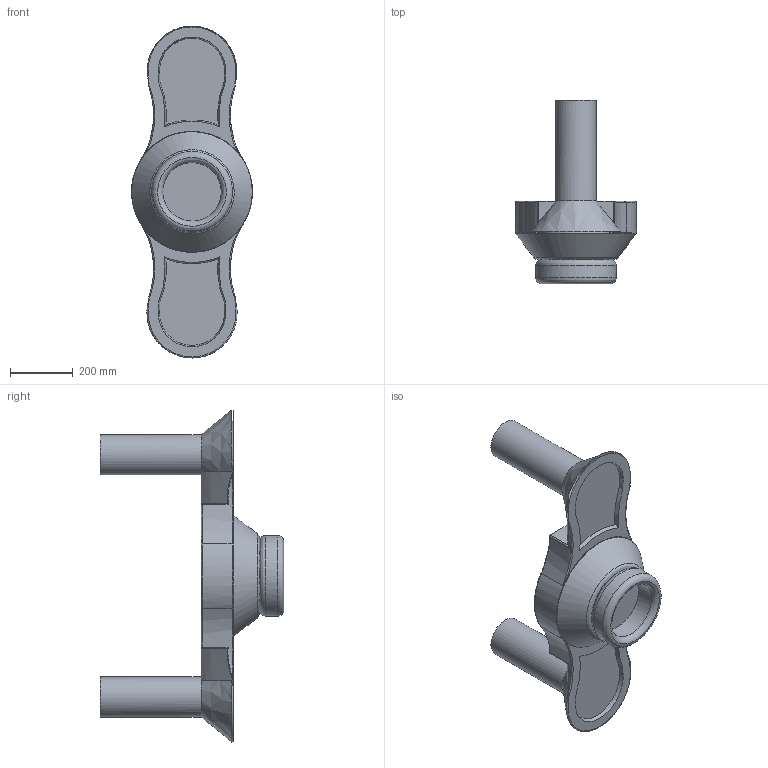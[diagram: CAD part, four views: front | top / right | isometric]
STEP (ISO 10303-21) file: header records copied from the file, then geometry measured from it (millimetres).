
FILE_DESCRIPTION(('FreeCAD Model'),'2;1');
FILE_NAME('Open CASCADE Shape Model','2025-05-03T09:13:23',('FreeCAD'),( 'FreeCAD'),'Open CASCADE STEP processor 7.6','FreeCAD','Unknown');
FILE_SCHEMA(('AUTOMOTIVE_DESIGN { 1 0 10303 214 1 1 1 1 }'));
Length unit declared in the file: millimetre
Products named in the file (1): Open CASCADE STEP translator 7.6 1
Bounding box: 385.99 x 585.53 x 1058.57 mm (x, y, z)
Volume: 21709771.6 mm3; surface area: 1372159.4 mm2
Topology: 3 solids, 4 shells, 69 faces, 185 edges, 119 vertices
Faces by surface type: bspline 69
Entity records: 2765 total; most frequent: CARTESIAN_POINT 1752, ORIENTED_EDGE 358, EDGE_CURVE 179, VERTEX_POINT 119, B_SPLINE_CURVE_WITH_KNOTS 98, FACE_BOUND 72, EDGE_LOOP 72, ADVANCED_FACE 69
